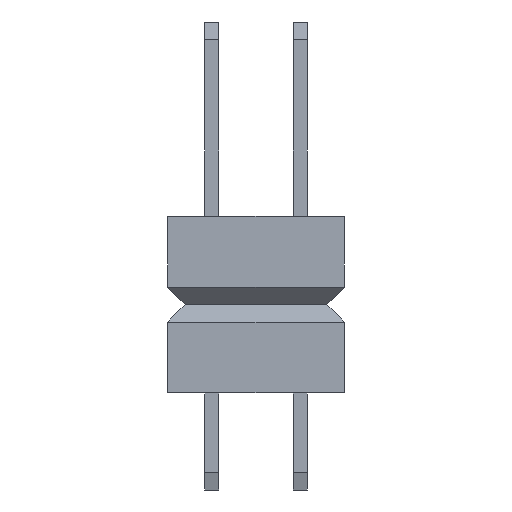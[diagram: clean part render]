
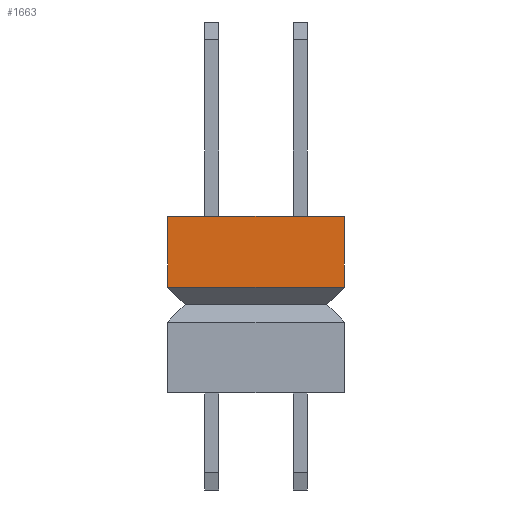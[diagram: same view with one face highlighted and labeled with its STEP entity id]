
A CAD part, front view. The second image highlights one B-rep face of the part: STEP entity #1663.
In plain terms, the highlighted planar face has unit normal (0, -1, 0).
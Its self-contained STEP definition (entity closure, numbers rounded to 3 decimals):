
#61 = EDGE_CURVE('',#62,#64,#66,.T.);
#62 = VERTEX_POINT('',#63);
#63 = CARTESIAN_POINT('',(-1.27,-54.61,5.08));
#64 = VERTEX_POINT('',#65);
#65 = CARTESIAN_POINT('',(-1.27,-54.61,3.04));
#66 = LINE('',#67,#68);
#67 = CARTESIAN_POINT('',(-1.27,-54.61,5.08));
#68 = VECTOR('',#69,1.);
#69 = DIRECTION('',(0.,0.,-1.));
#125 = VERTEX_POINT('',#126);
#126 = CARTESIAN_POINT('',(3.81,-54.61,5.08));
#132 = EDGE_CURVE('',#125,#62,#133,.T.);
#133 = LINE('',#134,#135);
#134 = CARTESIAN_POINT('',(3.81,-54.61,5.08));
#135 = VECTOR('',#136,1.);
#136 = DIRECTION('',(-1.,0.,0.));
#1645 = VERTEX_POINT('',#1646);
#1646 = CARTESIAN_POINT('',(3.81,-54.61,3.04));
#1652 = EDGE_CURVE('',#125,#1645,#1653,.T.);
#1653 = LINE('',#1654,#1655);
#1654 = CARTESIAN_POINT('',(3.81,-54.61,5.08));
#1655 = VECTOR('',#1656,1.);
#1656 = DIRECTION('',(0.,0.,-1.));
#1663 = ADVANCED_FACE('',(#1664),#1675,.F.);
#1664 = FACE_BOUND('',#1665,.F.);
#1665 = EDGE_LOOP('',(#1666,#1667,#1673,#1674));
#1666 = ORIENTED_EDGE('',*,*,#1652,.T.);
#1667 = ORIENTED_EDGE('',*,*,#1668,.T.);
#1668 = EDGE_CURVE('',#1645,#64,#1669,.T.);
#1669 = LINE('',#1670,#1671);
#1670 = CARTESIAN_POINT('',(3.81,-54.61,3.04));
#1671 = VECTOR('',#1672,1.);
#1672 = DIRECTION('',(-1.,0.,0.));
#1673 = ORIENTED_EDGE('',*,*,#61,.F.);
#1674 = ORIENTED_EDGE('',*,*,#132,.F.);
#1675 = PLANE('',#1676);
#1676 = AXIS2_PLACEMENT_3D('',#1677,#1678,#1679);
#1677 = CARTESIAN_POINT('',(3.81,-54.61,5.08));
#1678 = DIRECTION('',(0.,1.,0.));
#1679 = DIRECTION('',(-1.,0.,0.));
